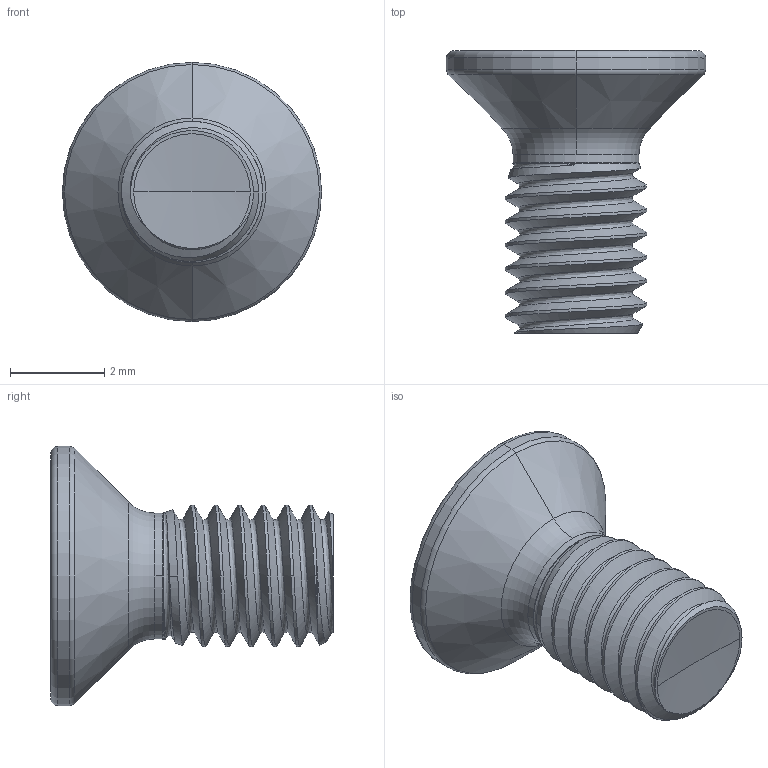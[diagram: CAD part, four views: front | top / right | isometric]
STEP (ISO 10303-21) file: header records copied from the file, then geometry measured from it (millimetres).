
FILE_DESCRIPTION (( 'STEP AP203' ), '1' );
FILE_NAME ('STM410300060.STEP', '2020-12-18T16:54:47', ( '' ), ( '' ), 'SwSTEP 2.0', 'SolidWorks 2015', '' );
FILE_SCHEMA (( 'CONFIG_CONTROL_DESIGN' ));
Length unit declared in the file: millimetre
Products named in the file (2): STM410300060
Bounding box: 5.5 x 6 x 5.5 mm (x, y, z)
Volume: 48.6 mm3; surface area: 123.2 mm2
Topology: 1 solids, 1 shells, 83 faces, 212 edges, 130 vertices
Faces by surface type: cylinder 36, bspline 18, cone 14, torus 11, sphere 2, plane 2
Entity records: 10545 total; most frequent: CARTESIAN_POINT 8655, ORIENTED_EDGE 420, DIRECTION 299, EDGE_CURVE 210, VERTEX_POINT 130, AXIS2_PLACEMENT_3D 126, EDGE_LOOP 84, FACE_OUTER_BOUND 83
